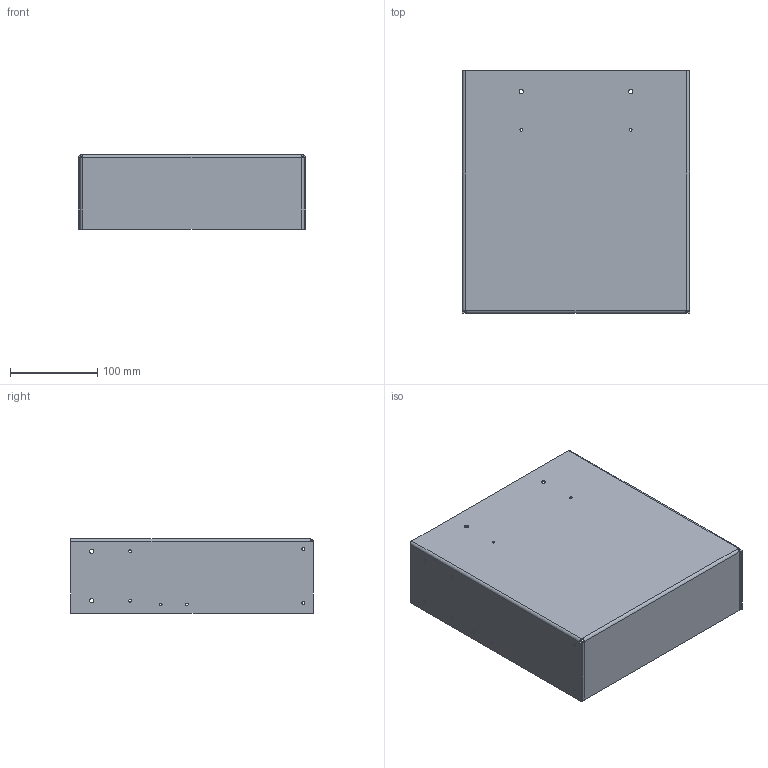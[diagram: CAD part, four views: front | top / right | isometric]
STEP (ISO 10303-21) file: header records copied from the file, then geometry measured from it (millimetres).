
FILE_DESCRIPTION(/* description */ (''),/* implementation_level */ '2;1');
FILE_NAME(/* name */ 'drawer.stp',/* time_stamp */ '2016-06-12T17:58:44-07:00',/* author */ ('cruiser'),/* organization */ (''),/* preprocessor_version */ 'ST-DEVELOPER v15.2',/* originating_system */ 'Autodesk Inventor 2014',/* authorisation */ '');
FILE_SCHEMA (('AUTOMOTIVE_DESIGN { 1 0 10303 214 3 1 1 }'));
Length unit declared in the file: millimetre
Products named in the file (1): drawer
Bounding box: 260.48 x 278.18 x 85.24 mm (x, y, z)
Volume: 226618.3 mm3; surface area: 288602.4 mm2
Topology: 1 solids, 1 shells, 74 faces, 176 edges, 104 vertices
Faces by surface type: plane 40, cylinder 34
Full cylindrical faces by diameter (mm): 3 x10, 3.3 x8, 5 x6
Entity records: 2108 total; most frequent: DIRECTION 370, CARTESIAN_POINT 331, ORIENTED_EDGE 304, EDGE_CURVE 152, EDGE_LOOP 146, AXIS2_PLACEMENT_3D 143, VERTEX_POINT 104, LINE 84
